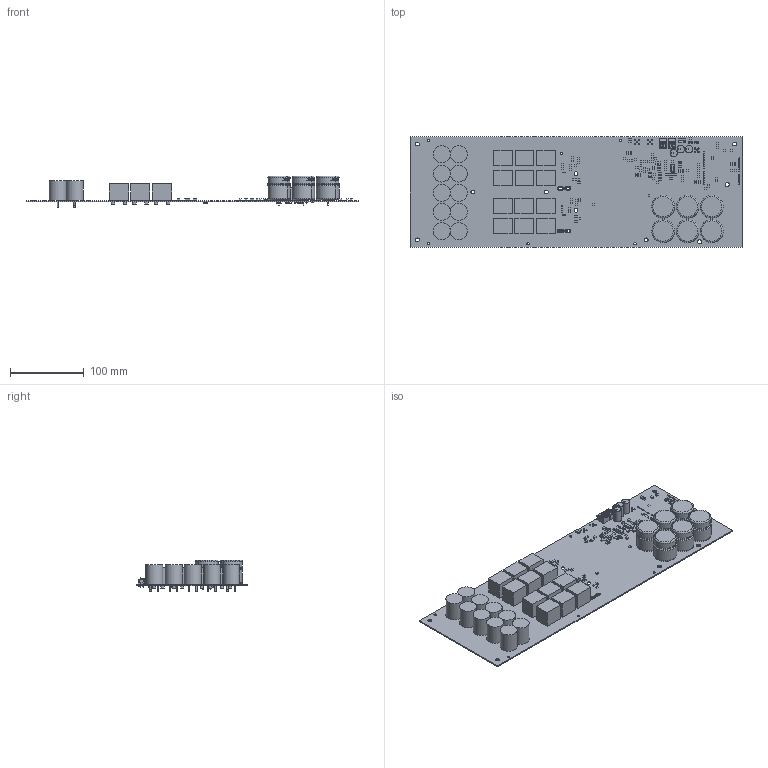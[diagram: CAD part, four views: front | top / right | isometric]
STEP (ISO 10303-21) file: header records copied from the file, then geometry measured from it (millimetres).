
FILE_DESCRIPTION(('KiCad electronic assembly'),'2;1');
FILE_NAME('InverterBoostConverter.step','2025-02-17T01:36:08',('Pcbnew') ,('Kicad'),'Open CASCADE STEP processor 7.6','KiCad to STEP converter' ,'Unknown');
FILE_SCHEMA(('AUTOMOTIVE_DESIGN { 1 0 10303 214 1 1 1 1 }'));
Length unit declared in the file: millimetre
Products named in the file (26): InverterBoostConverter 1; C_1210_3225Metric; R_1210_3225Metric; SLPX331M200A1P3; ASSEMBLY; ALH82A750CB600; CARS_K2PAV_30X30_D31L32S10LL7.3F2.1; IHDM1008BCEV2R2M20; UVY1E102MPD1TD; UFW1V471MPD1TD; 1987724; pt_2.5-2-5.0-v; FanPinHeader_1x04_P2.54mm_Vertical; Fan_Pin_Header_Straight_1x04; UCC28221D; D0016A_ASM; UCC27424QDRQ1; D0008B_ASM; PinSocket_1x02_P2.54mm_Vertical; SOIC-8_3.9x4.9mm_P1.27mm; SOIC_8_39x49mm_P127mm; _autosave-InverterBoostConverter_PCB
Assembly tree (148 placements, depth 3):
  InverterBoostConverter 1
    C_1210_3225Metric  x45
      C_1210_3225Metric
    R_1210_3225Metric  x50
      R_1210_3225Metric
    SLPX331M200A1P3  x10
      ASSEMBLY
    ALH82A750CB600  x6
      CARS_K2PAV_30X30_D31L32S10LL7.3F2.1
    IHDM1008BCEV2R2M20  x12
      ASSEMBLY
    UVY1E102MPD1TD  x3
      UFW1V471MPD1TD
    1987724  x2
      pt_2.5-2-5.0-v
    FanPinHeader_1x04_P2.54mm_Vertical
      Fan_Pin_Header_Straight_1x04
    UCC28221D
      D0016A_ASM
    UCC27424QDRQ1
      D0008B_ASM
    PinSocket_1x02_P2.54mm_Vertical  x2
      PinSocket_1x02_P2.54mm_Vertical
    SOIC-8_3.9x4.9mm_P1.27mm  x2
      SOIC_8_39x49mm_P127mm
    _autosave-InverterBoostConverter_PCB
Bounding box: 450 x 150 x 43 mm (x, y, z)
Volume: 515827.7 mm3; surface area: 243200.5 mm2
Topology: 213 solids, 213 shells, 5035 faces, 12756 edges, 8312 vertices
Faces by surface type: plane 3045, cylinder 1624, bspline 258, torus 80, cone 16, sphere 12
Full cylindrical faces by diameter (mm): 0.5 x64, 0.6 x2, 0.8 x12, 1 x36, 1.02 x4, 1.1 x1, 1.3 x4, 1.5 x3, 1.7 x12, 1.9 x20, 2 x12, 2.1 x20, 3.2 x6, 4.47 x24, 4.67 x24, 5.3 x10, 23 x10
Entity records: 48914 total; most frequent: CARTESIAN_POINT 10179, DIRECTION 7179, ORIENTED_EDGE 7000, EDGE_CURVE 3500, AXIS2_PLACEMENT_3D 2480, VERTEX_POINT 2266, LINE 2219, VECTOR 2219
